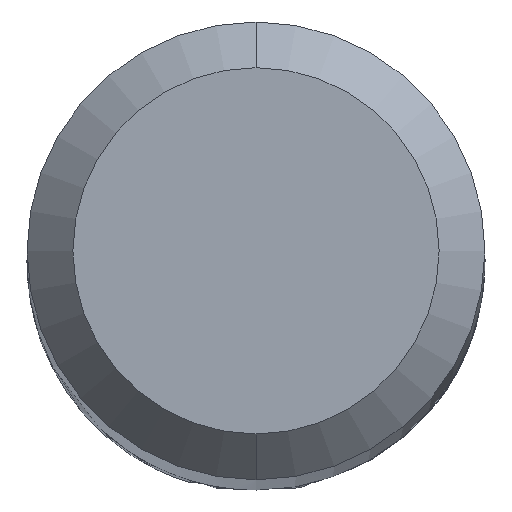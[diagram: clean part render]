
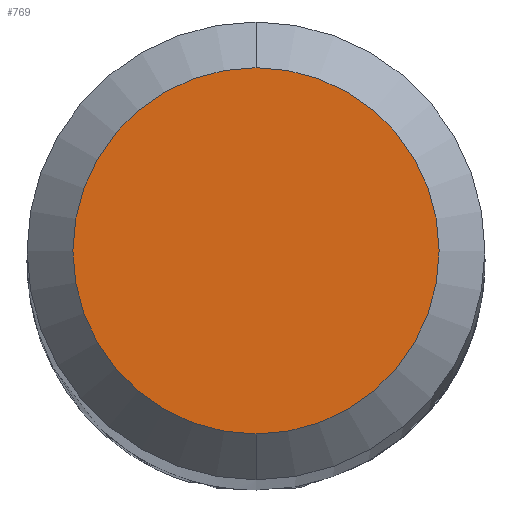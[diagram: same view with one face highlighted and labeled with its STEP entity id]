
A CAD part, top view. The second image highlights one B-rep face of the part: STEP entity #769.
In plain terms, the highlighted planar face has unit normal (0, 0, 1).
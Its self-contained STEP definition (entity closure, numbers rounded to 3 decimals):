
#389=VERTEX_POINT('',#950);
#621=EDGE_CURVE('',#767,#389,#1204,.T.);
#659=EDGE_CURVE('',#389,#767,#1244,.T.);
#767=VERTEX_POINT('',#1366);
#769=ADVANCED_FACE('',(#1368),#1369,.T.);
#950=CARTESIAN_POINT('',(0.,-1.2,0.0));
#1204=CIRCLE('',#2694,1.2);
#1244=CIRCLE('',#2796,1.2);
#1366=CARTESIAN_POINT('',(0.0,1.2,0.0));
#1368=FACE_OUTER_BOUND('',#3123,.T.);
#1369=PLANE('',#3124);
#2694=AXIS2_PLACEMENT_3D('',#3855,#3856,#3857);
#2796=AXIS2_PLACEMENT_3D('',#3903,#3904,#3905);
#3123=EDGE_LOOP('',(#4080,#4081));
#3124=AXIS2_PLACEMENT_3D('',#4082,#4083,#4084);
#3855=CARTESIAN_POINT('',(0.0,0.0,0.0));
#3856=DIRECTION('',(0.0,0.0,-1.0));
#3857=DIRECTION('',(0.0,1.0,0.0));
#3903=CARTESIAN_POINT('',(0.0,0.0,0.0));
#3904=DIRECTION('',(0.0,0.0,-1.0));
#3905=DIRECTION('',(0.0,1.0,0.0));
#4080=ORIENTED_EDGE('',*,*,#621,.F.);
#4081=ORIENTED_EDGE('',*,*,#659,.F.);
#4082=CARTESIAN_POINT('',(0.0,0.6,0.0));
#4083=DIRECTION('',(-0.0,0.0,1.0));
#4084=DIRECTION('',(0.0,-1.0,0.0));
